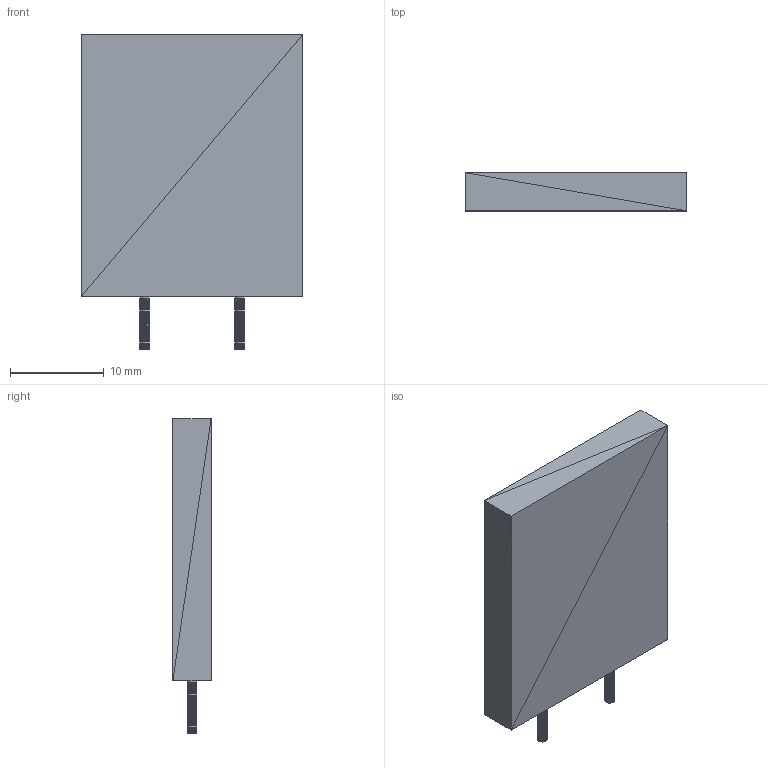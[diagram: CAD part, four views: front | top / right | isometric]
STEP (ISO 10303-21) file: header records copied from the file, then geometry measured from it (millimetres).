
FILE_DESCRIPTION(('STEP AP214'),'1');
FILE_NAME('FUSE_AHEF1000','2018-07-24T13:51:46',(''),(''),'','','');
FILE_SCHEMA(('AUTOMOTIVE_DESIGN'));
Length unit declared in the file: millimetre
Products named in the file (1): product
Bounding box: 23.62 x 4.06 x 33.53 mm (x, y, z)
Surface area: 1777.9 mm2 (no closed solid volume)
Topology: 0 solids, 524 shells, 524 faces, 1572 edges, 1572 vertices
Faces by surface type: plane 524
Entity records: 17351 total; most frequent: CARTESIAN_POINT 3669, DIRECTION 2622, ORIENTED_EDGE 1572, EDGE_CURVE 1572, VERTEX_POINT 1572, LINE 1572, VECTOR 1572, AXIS2_PLACEMENT_3D 525
